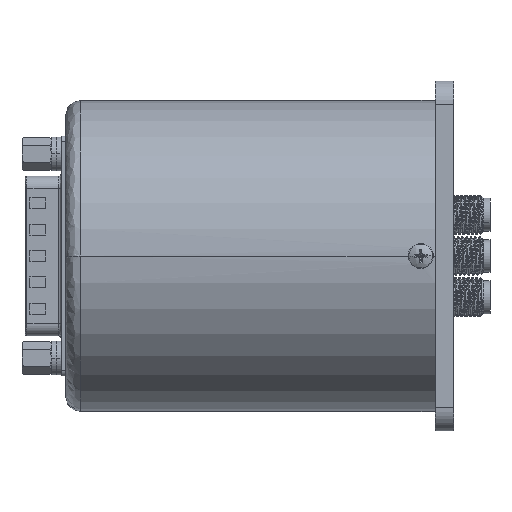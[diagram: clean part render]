
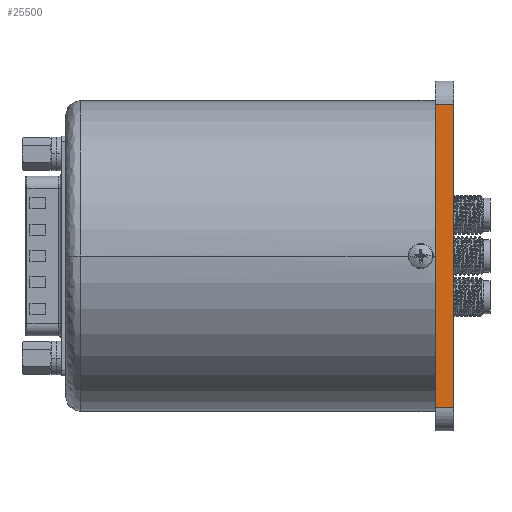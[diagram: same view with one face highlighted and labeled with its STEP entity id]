
A CAD part, left-side view. The second image highlights one B-rep face of the part: STEP entity #25500.
In plain terms, the highlighted planar face has unit normal (-1, 0, 0).
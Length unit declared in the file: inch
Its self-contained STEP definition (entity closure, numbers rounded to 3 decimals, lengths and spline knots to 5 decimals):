
#99 = VECTOR ( 'NONE', #21758, 39.37008 ) ;
#2684 = DIRECTION ( 'NONE',  ( 1., 0., 0. ) ) ;
#4939 = CARTESIAN_POINT ( 'NONE',  ( -1.125, 0.12, -0.975 ) ) ;
#5568 = CARTESIAN_POINT ( 'NONE',  ( -1.125, 0., 0.975 ) ) ;
#6836 = CARTESIAN_POINT ( 'NONE',  ( -1.125, 0.12, -0.975 ) ) ;
#10468 = VECTOR ( 'NONE', #41235, 39.37008 ) ;
#13055 = EDGE_CURVE ( 'NONE', #22352, #45283, #42626, .T. ) ;
#14986 = VERTEX_POINT ( 'NONE', #4939 ) ;
#15526 = ORIENTED_EDGE ( 'NONE', *, *, #13055, .T. ) ;
#16352 = CARTESIAN_POINT ( 'NONE',  ( -1.125, 0., 0. ) ) ;
#17367 = LINE ( 'NONE', #6836, #99 ) ;
#17994 = CARTESIAN_POINT ( 'NONE',  ( -1.125, 0., -0.975 ) ) ;
#20741 = FACE_OUTER_BOUND ( 'NONE', #43494, .T. ) ;
#21135 = AXIS2_PLACEMENT_3D ( 'NONE', #32693, #2684, #21711 ) ;
#21342 = LINE ( 'NONE', #37098, #10468 ) ;
#21613 = ORIENTED_EDGE ( 'NONE', *, *, #36863, .F. ) ;
#21711 = DIRECTION ( 'NONE',  ( 0., 0., -1. ) ) ;
#21758 = DIRECTION ( 'NONE',  ( 0., 1., 0. ) ) ;
#22352 = VERTEX_POINT ( 'NONE', #17994 ) ;
#23668 = DIRECTION ( 'NONE',  ( 0., 0., 1. ) ) ;
#23741 = CARTESIAN_POINT ( 'NONE',  ( -1.125, 0.12, 0.975 ) ) ;
#25500 = ADVANCED_FACE ( 'NONE', ( #20741 ), #39230, .F. ) ;
#28763 = LINE ( 'NONE', #36321, #43724 ) ;
#30179 = VERTEX_POINT ( 'NONE', #23741 ) ;
#32693 = CARTESIAN_POINT ( 'NONE',  ( -1.125, 0.12, 1.125 ) ) ;
#34857 = ORIENTED_EDGE ( 'NONE', *, *, #43289, .F. ) ;
#36321 = CARTESIAN_POINT ( 'NONE',  ( -1.125, 0.12, 0.975 ) ) ;
#36435 = EDGE_CURVE ( 'NONE', #22352, #14986, #17367, .T. ) ;
#36863 = EDGE_CURVE ( 'NONE', #30179, #45283, #28763, .T. ) ;
#37098 = CARTESIAN_POINT ( 'NONE',  ( -1.125, 0.12, 1.125 ) ) ;
#39230 = PLANE ( 'NONE',  #21135 ) ;
#39938 = ORIENTED_EDGE ( 'NONE', *, *, #36435, .F. ) ;
#41235 = DIRECTION ( 'NONE',  ( 0., 0., 1. ) ) ;
#42626 = LINE ( 'NONE', #16352, #46066 ) ;
#43289 = EDGE_CURVE ( 'NONE', #14986, #30179, #21342, .T. ) ;
#43494 = EDGE_LOOP ( 'NONE', ( #21613, #34857, #39938, #15526 ) ) ;
#43724 = VECTOR ( 'NONE', #47248, 39.37008 ) ;
#45283 = VERTEX_POINT ( 'NONE', #5568 ) ;
#46066 = VECTOR ( 'NONE', #23668, 39.37008 ) ;
#47248 = DIRECTION ( 'NONE',  ( 0., -1., 0. ) ) ;
